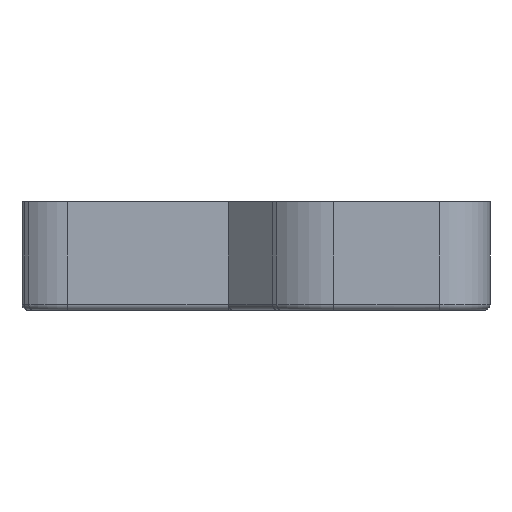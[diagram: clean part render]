
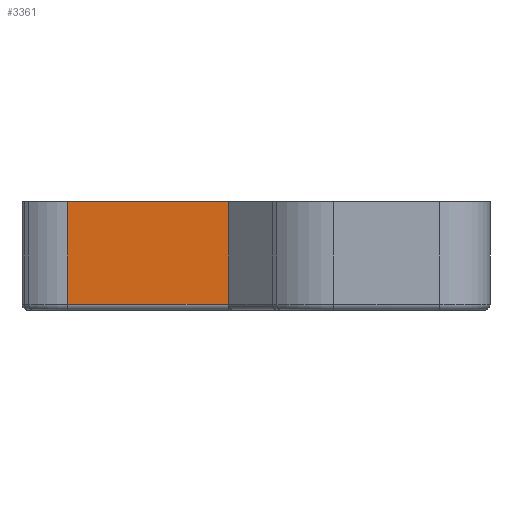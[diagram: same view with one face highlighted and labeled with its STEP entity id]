
A CAD part, front view. The second image highlights one B-rep face of the part: STEP entity #3361.
In plain terms, the highlighted face is planar.
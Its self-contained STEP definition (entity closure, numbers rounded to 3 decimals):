
#443=FACE_OUTER_BOUND('',#632,.T.);
#632=EDGE_LOOP('',(#3055,#3056,#3057,#3058));
#795=LINE('',#5174,#1127);
#813=LINE('',#5361,#1145);
#964=LINE('',#5847,#1296);
#965=LINE('',#5849,#1297);
#1127=VECTOR('',#4077,10.);
#1145=VECTOR('',#4169,10.);
#1296=VECTOR('',#4672,10.);
#1297=VECTOR('',#4675,10.);
#1507=VERTEX_POINT('',#5171);
#1508=VERTEX_POINT('',#5173);
#1534=VERTEX_POINT('',#5355);
#1535=VERTEX_POINT('',#5359);
#1850=EDGE_CURVE('',#1507,#1508,#795,.T.);
#1894=EDGE_CURVE('',#1534,#1535,#813,.T.);
#2101=EDGE_CURVE('',#1535,#1507,#964,.T.);
#2102=EDGE_CURVE('',#1508,#1534,#965,.T.);
#3055=ORIENTED_EDGE('',*,*,#1894,.F.);
#3056=ORIENTED_EDGE('',*,*,#2102,.F.);
#3057=ORIENTED_EDGE('',*,*,#1850,.F.);
#3058=ORIENTED_EDGE('',*,*,#2101,.F.);
#3183=PLANE('',#3701);
#3361=ADVANCED_FACE('',(#443),#3183,.T.);
#3701=AXIS2_PLACEMENT_3D('',#5848,#4673,#4674);
#4077=DIRECTION('',(1.,0.,0.));
#4169=DIRECTION('',(-1.,0.,0.));
#4672=DIRECTION('',(0.,1.,0.));
#4673=DIRECTION('center_axis',(0.,0.,1.));
#4674=DIRECTION('ref_axis',(1.,0.,0.));
#4675=DIRECTION('',(0.,-1.,0.));
#5171=CARTESIAN_POINT('',(15.983,5.5,11.255));
#5173=CARTESIAN_POINT('',(29.345,5.5,11.255));
#5174=CARTESIAN_POINT('',(23.82,5.5,11.255));
#5355=CARTESIAN_POINT('',(29.345,-3.,11.255));
#5359=CARTESIAN_POINT('',(15.983,-3.,11.255));
#5361=CARTESIAN_POINT('',(23.82,-3.,11.255));
#5847=CARTESIAN_POINT('',(15.983,-3.,11.255));
#5848=CARTESIAN_POINT('Origin',(15.983,-3.,11.255));
#5849=CARTESIAN_POINT('',(29.345,-3.,11.255));
